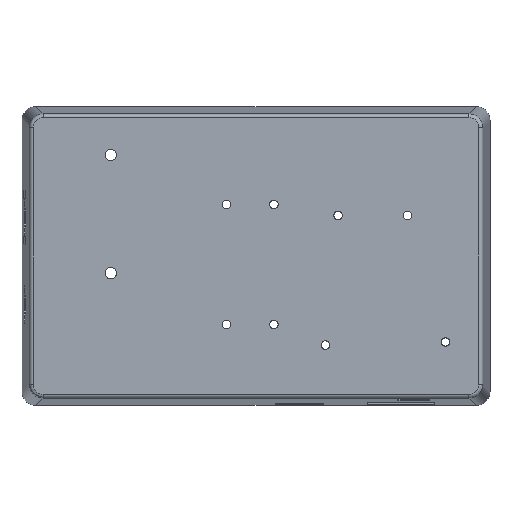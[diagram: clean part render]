
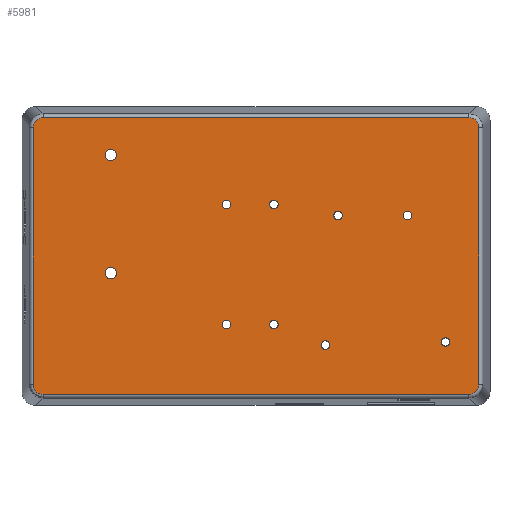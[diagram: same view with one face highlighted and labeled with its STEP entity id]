
A CAD part, front view. The second image highlights one B-rep face of the part: STEP entity #5981.
In plain terms, the highlighted face is planar.
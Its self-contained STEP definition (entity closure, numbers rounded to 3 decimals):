
#72=FACE_BOUND('',#1254,.T.);
#73=FACE_BOUND('',#1255,.T.);
#74=FACE_BOUND('',#1256,.T.);
#75=FACE_BOUND('',#1257,.T.);
#76=FACE_BOUND('',#1258,.T.);
#77=FACE_BOUND('',#1259,.T.);
#78=FACE_BOUND('',#1260,.T.);
#79=FACE_BOUND('',#1261,.T.);
#80=FACE_BOUND('',#1262,.T.);
#81=FACE_BOUND('',#1263,.T.);
#396=ELLIPSE('',#6389,4.006,4.);
#399=ELLIPSE('',#6395,4.006,4.);
#402=ELLIPSE('',#6401,4.006,4.);
#405=ELLIPSE('',#6408,4.006,4.);
#559=PLANE('',#6416);
#882=FACE_OUTER_BOUND('',#1253,.T.);
#1253=EDGE_LOOP('',(#5490,#5491,#5492,#5493,#5494,#5495,#5496,#5497));
#1254=EDGE_LOOP('',(#5498));
#1255=EDGE_LOOP('',(#5499));
#1256=EDGE_LOOP('',(#5500));
#1257=EDGE_LOOP('',(#5501));
#1258=EDGE_LOOP('',(#5502,#5503));
#1259=EDGE_LOOP('',(#5504,#5505));
#1260=EDGE_LOOP('',(#5506,#5507));
#1261=EDGE_LOOP('',(#5508,#5509));
#1262=EDGE_LOOP('',(#5510));
#1263=EDGE_LOOP('',(#5511));
#1770=LINE('',#11483,#2275);
#1774=LINE('',#11530,#2279);
#1776=LINE('',#11533,#2281);
#1778=LINE('',#11536,#2283);
#2275=VECTOR('',#7692,103.126);
#2279=VECTOR('',#7710,171.126);
#2281=VECTOR('',#7714,103.126);
#2283=VECTOR('',#7718,171.126);
#2295=CIRCLE('',#6021,1.7);
#2298=CIRCLE('',#6025,1.7);
#2301=CIRCLE('',#6029,1.7);
#2304=CIRCLE('',#6033,1.7);
#2305=CIRCLE('',#6035,1.7);
#2306=CIRCLE('',#6036,1.7);
#2309=CIRCLE('',#6040,1.7);
#2310=CIRCLE('',#6041,1.7);
#2313=CIRCLE('',#6045,1.7);
#2314=CIRCLE('',#6046,1.7);
#2317=CIRCLE('',#6050,1.7);
#2318=CIRCLE('',#6051,1.7);
#2341=CIRCLE('',#6093,2.25);
#2344=CIRCLE('',#6097,2.25);
#2447=VERTEX_POINT('',#7761);
#2450=VERTEX_POINT('',#7769);
#2453=VERTEX_POINT('',#7777);
#2456=VERTEX_POINT('',#7785);
#2457=VERTEX_POINT('',#7789);
#2458=VERTEX_POINT('',#7790);
#2461=VERTEX_POINT('',#7799);
#2462=VERTEX_POINT('',#7800);
#2465=VERTEX_POINT('',#7809);
#2466=VERTEX_POINT('',#7810);
#2469=VERTEX_POINT('',#7819);
#2470=VERTEX_POINT('',#7820);
#2517=VERTEX_POINT('',#7953);
#2520=VERTEX_POINT('',#7961);
#2996=VERTEX_POINT('',#11380);
#2998=VERTEX_POINT('',#11384);
#3002=VERTEX_POINT('',#11424);
#3004=VERTEX_POINT('',#11428);
#3008=VERTEX_POINT('',#11468);
#3010=VERTEX_POINT('',#11472);
#3014=VERTEX_POINT('',#11515);
#3016=VERTEX_POINT('',#11519);
#3022=EDGE_CURVE('',#2447,#2447,#2295,.T.);
#3026=EDGE_CURVE('',#2450,#2450,#2298,.T.);
#3030=EDGE_CURVE('',#2453,#2453,#2301,.T.);
#3034=EDGE_CURVE('',#2456,#2456,#2304,.T.);
#3035=EDGE_CURVE('',#2457,#2458,#2305,.T.);
#3036=EDGE_CURVE('',#2458,#2457,#2306,.T.);
#3040=EDGE_CURVE('',#2461,#2462,#2309,.T.);
#3041=EDGE_CURVE('',#2462,#2461,#2310,.T.);
#3045=EDGE_CURVE('',#2465,#2466,#2313,.T.);
#3046=EDGE_CURVE('',#2466,#2465,#2314,.T.);
#3050=EDGE_CURVE('',#2469,#2470,#2317,.T.);
#3051=EDGE_CURVE('',#2470,#2469,#2318,.T.);
#3118=EDGE_CURVE('',#2517,#2517,#2341,.T.);
#3122=EDGE_CURVE('',#2520,#2520,#2344,.T.);
#3842=EDGE_CURVE('',#2998,#2996,#396,.T.);
#3849=EDGE_CURVE('',#3004,#3002,#399,.T.);
#3856=EDGE_CURVE('',#3010,#3008,#402,.T.);
#3861=EDGE_CURVE('',#2996,#3010,#1770,.T.);
#3865=EDGE_CURVE('',#3016,#3014,#405,.T.);
#3870=EDGE_CURVE('',#3008,#3016,#1774,.T.);
#3872=EDGE_CURVE('',#3014,#3004,#1776,.T.);
#3874=EDGE_CURVE('',#3002,#2998,#1778,.T.);
#5490=ORIENTED_EDGE('',*,*,#3865,.F.);
#5491=ORIENTED_EDGE('',*,*,#3870,.F.);
#5492=ORIENTED_EDGE('',*,*,#3856,.F.);
#5493=ORIENTED_EDGE('',*,*,#3861,.F.);
#5494=ORIENTED_EDGE('',*,*,#3842,.F.);
#5495=ORIENTED_EDGE('',*,*,#3874,.F.);
#5496=ORIENTED_EDGE('',*,*,#3849,.F.);
#5497=ORIENTED_EDGE('',*,*,#3872,.F.);
#5498=ORIENTED_EDGE('',*,*,#3022,.T.);
#5499=ORIENTED_EDGE('',*,*,#3026,.T.);
#5500=ORIENTED_EDGE('',*,*,#3030,.T.);
#5501=ORIENTED_EDGE('',*,*,#3034,.T.);
#5502=ORIENTED_EDGE('',*,*,#3035,.T.);
#5503=ORIENTED_EDGE('',*,*,#3036,.T.);
#5504=ORIENTED_EDGE('',*,*,#3040,.T.);
#5505=ORIENTED_EDGE('',*,*,#3041,.T.);
#5506=ORIENTED_EDGE('',*,*,#3045,.T.);
#5507=ORIENTED_EDGE('',*,*,#3046,.T.);
#5508=ORIENTED_EDGE('',*,*,#3050,.T.);
#5509=ORIENTED_EDGE('',*,*,#3051,.T.);
#5510=ORIENTED_EDGE('',*,*,#3118,.T.);
#5511=ORIENTED_EDGE('',*,*,#3122,.T.);
#5981=ADVANCED_FACE('',(#882,#72,#73,#74,#75,#76,#77,#78,#79,#80,#81),#559,
 .F.);
#6021=AXIS2_PLACEMENT_3D('',#7763,#6438,#6439);
#6025=AXIS2_PLACEMENT_3D('',#7771,#6447,#6448);
#6029=AXIS2_PLACEMENT_3D('',#7779,#6456,#6457);
#6033=AXIS2_PLACEMENT_3D('',#7787,#6465,#6466);
#6035=AXIS2_PLACEMENT_3D('',#7791,#6469,#6470);
#6036=AXIS2_PLACEMENT_3D('',#7792,#6471,#6472);
#6040=AXIS2_PLACEMENT_3D('',#7801,#6480,#6481);
#6041=AXIS2_PLACEMENT_3D('',#7802,#6482,#6483);
#6045=AXIS2_PLACEMENT_3D('',#7811,#6491,#6492);
#6046=AXIS2_PLACEMENT_3D('',#7812,#6493,#6494);
#6050=AXIS2_PLACEMENT_3D('',#7821,#6502,#6503);
#6051=AXIS2_PLACEMENT_3D('',#7822,#6504,#6505);
#6093=AXIS2_PLACEMENT_3D('',#7955,#6632,#6633);
#6097=AXIS2_PLACEMENT_3D('',#7963,#6641,#6642);
#6389=AXIS2_PLACEMENT_3D('',#11386,#7653,#7654);
#6395=AXIS2_PLACEMENT_3D('',#11430,#7667,#7668);
#6401=AXIS2_PLACEMENT_3D('',#11474,#7681,#7682);
#6408=AXIS2_PLACEMENT_3D('',#11521,#7699,#7700);
#6416=AXIS2_PLACEMENT_3D('',#11541,#7725,#7726);
#6438=DIRECTION('center_axis',(0.,0.,1.));
#6439=DIRECTION('ref_axis',(1.,0.,0.));
#6447=DIRECTION('center_axis',(0.,0.,1.));
#6448=DIRECTION('ref_axis',(1.,0.,0.));
#6456=DIRECTION('center_axis',(0.,0.,1.));
#6457=DIRECTION('ref_axis',(1.,0.,0.));
#6465=DIRECTION('center_axis',(0.,0.,1.));
#6466=DIRECTION('ref_axis',(1.,0.,0.));
#6469=DIRECTION('center_axis',(0.,0.,1.));
#6470=DIRECTION('ref_axis',(-1.,0.,0.));
#6471=DIRECTION('center_axis',(0.,0.,1.));
#6472=DIRECTION('ref_axis',(-1.,0.,0.));
#6480=DIRECTION('center_axis',(0.,0.,1.));
#6481=DIRECTION('ref_axis',(-1.,0.,0.));
#6482=DIRECTION('center_axis',(0.,0.,1.));
#6483=DIRECTION('ref_axis',(-1.,0.,0.));
#6491=DIRECTION('center_axis',(0.,0.,1.));
#6492=DIRECTION('ref_axis',(-1.,0.,0.));
#6493=DIRECTION('center_axis',(0.,0.,1.));
#6494=DIRECTION('ref_axis',(-1.,0.,0.));
#6502=DIRECTION('center_axis',(0.,0.,1.));
#6503=DIRECTION('ref_axis',(-1.,0.,0.));
#6504=DIRECTION('center_axis',(0.,0.,1.));
#6505=DIRECTION('ref_axis',(-1.,0.,0.));
#6632=DIRECTION('center_axis',(0.,0.,1.));
#6633=DIRECTION('ref_axis',(-1.,0.,0.));
#6641=DIRECTION('center_axis',(0.,0.,1.));
#6642=DIRECTION('ref_axis',(-1.,0.,0.));
#7653=DIRECTION('center_axis',(0.,0.,1.));
#7654=DIRECTION('ref_axis',(-0.707,0.707,0.));
#7667=DIRECTION('center_axis',(0.,0.,1.));
#7668=DIRECTION('ref_axis',(0.707,0.707,0.));
#7681=DIRECTION('center_axis',(0.,0.,1.));
#7682=DIRECTION('ref_axis',(-0.707,-0.707,0.));
#7692=DIRECTION('',(0.,-1.,0.));
#7699=DIRECTION('center_axis',(0.,0.,1.));
#7700=DIRECTION('ref_axis',(0.707,-0.707,0.));
#7710=DIRECTION('',(1.,0.,0.));
#7714=DIRECTION('',(0.,1.,0.));
#7718=DIRECTION('',(-1.,0.,0.));
#7725=DIRECTION('center_axis',(0.,0.,1.));
#7726=DIRECTION('ref_axis',(1.,0.,0.));
#7761=CARTESIAN_POINT('',(-13.569,-20.731,-78.));
#7763=CARTESIAN_POINT('Origin',(-11.869,-20.731,-78.));
#7769=CARTESIAN_POINT('',(5.481,27.529,-78.));
#7771=CARTESIAN_POINT('Origin',(7.181,27.529,-78.));
#7777=CARTESIAN_POINT('',(5.481,-20.731,-78.));
#7779=CARTESIAN_POINT('Origin',(7.181,-20.731,-78.));
#7785=CARTESIAN_POINT('',(-13.569,27.529,-78.));
#7787=CARTESIAN_POINT('Origin',(-11.869,27.529,-78.));
#7789=CARTESIAN_POINT('',(26.172,35.81,-78.));
#7790=CARTESIAN_POINT('',(29.572,35.81,-78.));
#7791=CARTESIAN_POINT('Origin',(27.872,35.81,-78.));
#7792=CARTESIAN_POINT('Origin',(27.872,35.81,-78.));
#7799=CARTESIAN_POINT('',(59.192,-16.26,-78.));
#7800=CARTESIAN_POINT('',(62.592,-16.26,-78.));
#7801=CARTESIAN_POINT('Origin',(60.892,-16.26,-78.));
#7802=CARTESIAN_POINT('Origin',(60.892,-16.26,-78.));
#7809=CARTESIAN_POINT('',(31.252,-16.26,-78.));
#7810=CARTESIAN_POINT('',(34.652,-16.26,-78.));
#7811=CARTESIAN_POINT('Origin',(32.952,-16.26,-78.));
#7812=CARTESIAN_POINT('Origin',(32.952,-16.26,-78.));
#7819=CARTESIAN_POINT('',(74.432,34.54,-78.));
#7820=CARTESIAN_POINT('',(77.832,34.54,-78.));
#7821=CARTESIAN_POINT('Origin',(76.132,34.54,-78.));
#7822=CARTESIAN_POINT('Origin',(76.132,34.54,-78.));
#7953=CARTESIAN_POINT('',(-56.097,6.903,-78.));
#7955=CARTESIAN_POINT('Origin',(-58.347,6.903,-78.));
#7961=CARTESIAN_POINT('',(-56.097,-40.597,-78.));
#7963=CARTESIAN_POINT('Origin',(-58.347,-40.597,-78.));
#11380=CARTESIAN_POINT('',(-89.56,51.563,-78.));
#11384=CARTESIAN_POINT('',(-85.563,55.56,-78.));
#11386=CARTESIAN_POINT('Origin',(-85.557,51.557,-78.));
#11424=CARTESIAN_POINT('',(85.563,55.56,-78.));
#11428=CARTESIAN_POINT('',(89.56,51.563,-78.));
#11430=CARTESIAN_POINT('Origin',(85.557,51.557,-78.));
#11468=CARTESIAN_POINT('',(-85.563,-55.56,-78.));
#11472=CARTESIAN_POINT('',(-89.56,-51.563,-78.));
#11474=CARTESIAN_POINT('Origin',(-85.557,-51.557,-78.));
#11483=CARTESIAN_POINT('',(-89.56,0.,-78.));
#11515=CARTESIAN_POINT('',(89.56,-51.563,-78.));
#11519=CARTESIAN_POINT('',(85.563,-55.56,-78.));
#11521=CARTESIAN_POINT('Origin',(85.557,-51.557,-78.));
#11530=CARTESIAN_POINT('',(0.,-55.56,-78.));
#11533=CARTESIAN_POINT('',(89.56,0.,-78.));
#11536=CARTESIAN_POINT('',(0.,55.56,-78.));
#11541=CARTESIAN_POINT('Origin',(0.,0.,
-78.));
